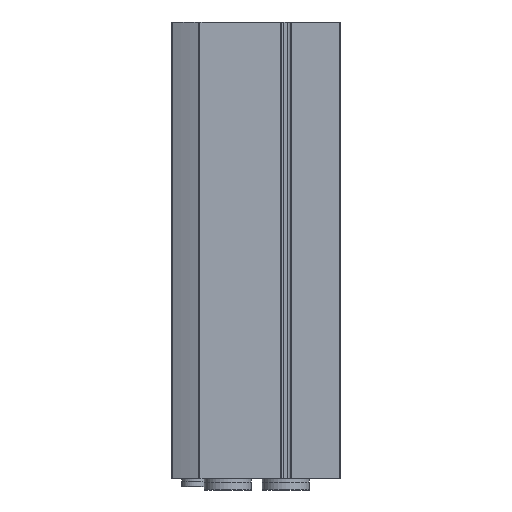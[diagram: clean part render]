
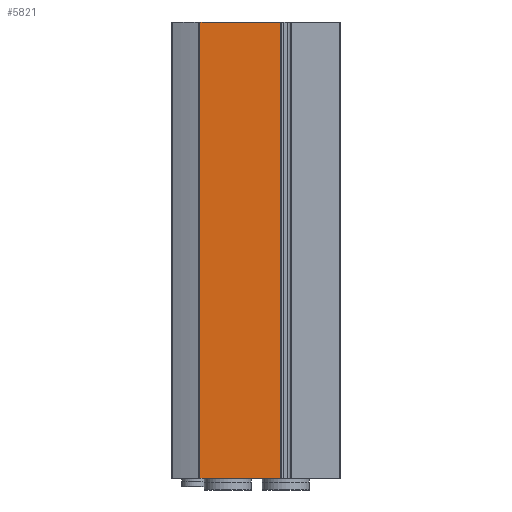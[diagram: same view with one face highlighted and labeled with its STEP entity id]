
A CAD part, front view. The second image highlights one B-rep face of the part: STEP entity #5821.
In plain terms, the highlighted planar face has unit normal (0, -1, 0).
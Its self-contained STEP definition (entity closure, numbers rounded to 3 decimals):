
#279=PLANE('',#6300);
#906=ORIENTED_EDGE('',*,*,#2384,.F.);
#907=ORIENTED_EDGE('',*,*,#2383,.F.);
#908=ORIENTED_EDGE('',*,*,#2385,.T.);
#909=ORIENTED_EDGE('',*,*,#2386,.T.);
#2383=EDGE_CURVE('',#3119,#3118,#3666,.T.);
#2384=EDGE_CURVE('',#3118,#3120,#3667,.T.);
#2385=EDGE_CURVE('',#3119,#3121,#3668,.T.);
#2386=EDGE_CURVE('',#3121,#3120,#3669,.T.);
#3118=VERTEX_POINT('',#9399);
#3119=VERTEX_POINT('',#9401);
#3120=VERTEX_POINT('',#9405);
#3121=VERTEX_POINT('',#9407);
#3666=LINE('',#9402,#4030);
#3667=LINE('',#9404,#4031);
#3668=LINE('',#9406,#4032);
#3669=LINE('',#9408,#4033);
#4030=VECTOR('',#7117,1000.);
#4031=VECTOR('',#7120,1000.);
#4032=VECTOR('',#7121,1000.);
#4033=VECTOR('',#7122,1000.);
#4404=EDGE_LOOP('',(#906,#907,#908,#909));
#5050=FACE_BOUND('',#4404,.T.);
#5821=ADVANCED_FACE('',(#5050),#279,.T.);
#6300=AXIS2_PLACEMENT_3D('',#9403,#7118,#7119);
#7117=DIRECTION('',(0.,0.,1.));
#7118=DIRECTION('',(0.,-1.,0.));
#7119=DIRECTION('',(0.,0.,-1.));
#7120=DIRECTION('',(1.,0.,0.));
#7121=DIRECTION('',(1.,0.,0.));
#7122=DIRECTION('',(0.,0.,1.));
#9399=CARTESIAN_POINT('',(-47.42,0.,0.));
#9401=CARTESIAN_POINT('',(-47.42,0.,-252.));
#9402=CARTESIAN_POINT('',(-47.42,0.,-252.));
#9403=CARTESIAN_POINT('',(-47.42,0.,-252.));
#9404=CARTESIAN_POINT('',(-47.42,0.,0.));
#9405=CARTESIAN_POINT('',(-3.,0.,0.));
#9406=CARTESIAN_POINT('',(-47.42,0.,-252.));
#9407=CARTESIAN_POINT('',(-3.,0.,-252.));
#9408=CARTESIAN_POINT('',(-3.,0.,-252.));
